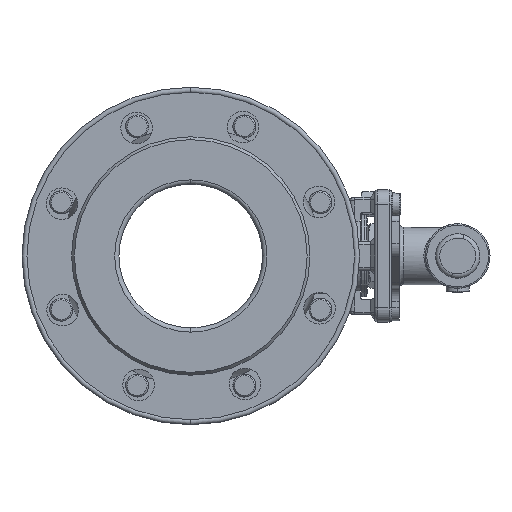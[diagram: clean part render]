
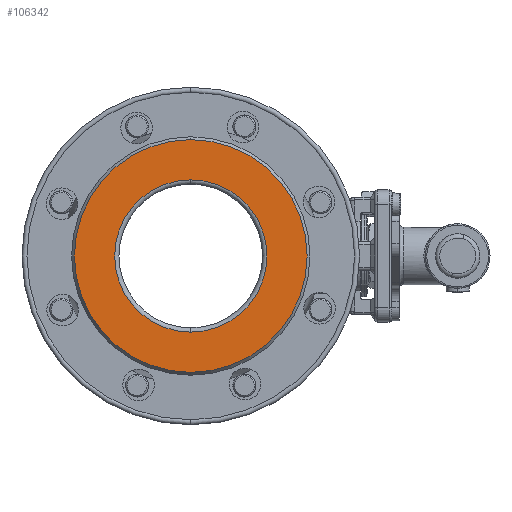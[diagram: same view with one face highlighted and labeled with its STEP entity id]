
A CAD part, left-side view. The second image highlights one B-rep face of the part: STEP entity #106342.
In plain terms, the highlighted planar face has unit normal (-1, 0, 0).
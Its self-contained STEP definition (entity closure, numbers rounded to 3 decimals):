
#165 = EDGE_CURVE ( 'NONE', #111552, #63975, #130175, .T. ) ;
#6220 = CARTESIAN_POINT ( 'NONE',  ( -205.262, 736.307, 0. ) ) ;
#10591 = VERTEX_POINT ( 'NONE', #119060 ) ;
#13603 = AXIS2_PLACEMENT_3D ( 'NONE', #64132, #43864, #126396 ) ;
#15660 = CIRCLE ( 'NONE', #121469, 81. ) ;
#16478 = AXIS2_PLACEMENT_3D ( 'NONE', #60902, #17699, #58894 ) ;
#17699 = DIRECTION ( 'NONE',  ( 1., 0., 0. ) ) ;
#18596 = CIRCLE ( 'NONE', #16478, 53. ) ;
#22893 = EDGE_CURVE ( 'NONE', #10591, #38827, #99197, .T. ) ;
#25970 = ORIENTED_EDGE ( 'NONE', *, *, #131678, .T. ) ;
#38827 = VERTEX_POINT ( 'NONE', #106759 ) ;
#40884 = AXIS2_PLACEMENT_3D ( 'NONE', #49067, #127110, #110627 ) ;
#41913 = CARTESIAN_POINT ( 'NONE',  ( -205.262, -13.397, -53. ) ) ;
#43864 = DIRECTION ( 'NONE',  ( 1., 0., 0. ) ) ;
#47717 = CARTESIAN_POINT ( 'NONE',  ( -205.262, -13.397, 0. ) ) ;
#49067 = CARTESIAN_POINT ( 'NONE',  ( -205.262, -13.397, 0. ) ) ;
#58894 = DIRECTION ( 'NONE',  ( 0., 0., -1. ) ) ;
#60902 = CARTESIAN_POINT ( 'NONE',  ( -205.262, -13.397, 0. ) ) ;
#63975 = VERTEX_POINT ( 'NONE', #99212 ) ;
#64132 = CARTESIAN_POINT ( 'NONE',  ( -205.262, -13.397, 0. ) ) ;
#67624 = DIRECTION ( 'NONE',  ( 0., 1., 0. ) ) ;
#72482 = EDGE_CURVE ( 'NONE', #38827, #10591, #15660, .T. ) ;
#85182 = AXIS2_PLACEMENT_3D ( 'NONE', #6220, #109576, #67624 ) ;
#87958 = ORIENTED_EDGE ( 'NONE', *, *, #165, .T. ) ;
#88955 = DIRECTION ( 'NONE',  ( 1., 0., 0. ) ) ;
#96943 = ORIENTED_EDGE ( 'NONE', *, *, #22893, .F. ) ;
#99197 = CIRCLE ( 'NONE', #40884, 81. ) ;
#99212 = CARTESIAN_POINT ( 'NONE',  ( -205.262, -13.397, 53. ) ) ;
#106342 = ADVANCED_FACE ( 'NONE', ( #106921, #118434 ), #126562, .F. ) ;
#106759 = CARTESIAN_POINT ( 'NONE',  ( -205.262, -13.397, 81. ) ) ;
#106921 = FACE_BOUND ( 'NONE', #122037, .T. ) ;
#109576 = DIRECTION ( 'NONE',  ( 1., 0., 0. ) ) ;
#110627 = DIRECTION ( 'NONE',  ( 0., 0., -1. ) ) ;
#111552 = VERTEX_POINT ( 'NONE', #41913 ) ;
#118434 = FACE_OUTER_BOUND ( 'NONE', #128246, .T. ) ;
#119060 = CARTESIAN_POINT ( 'NONE',  ( -205.262, -13.397, -81. ) ) ;
#119702 = ORIENTED_EDGE ( 'NONE', *, *, #72482, .F. ) ;
#121469 = AXIS2_PLACEMENT_3D ( 'NONE', #47717, #88955, #130264 ) ;
#122037 = EDGE_LOOP ( 'NONE', ( #87958, #25970 ) ) ;
#126396 = DIRECTION ( 'NONE',  ( 0., 0., -1. ) ) ;
#126562 = PLANE ( 'NONE',  #85182 ) ;
#127110 = DIRECTION ( 'NONE',  ( 1., 0., 0. ) ) ;
#128246 = EDGE_LOOP ( 'NONE', ( #96943, #119702 ) ) ;
#130175 = CIRCLE ( 'NONE', #13603, 53. ) ;
#130264 = DIRECTION ( 'NONE',  ( 0., 0., -1. ) ) ;
#131678 = EDGE_CURVE ( 'NONE', #63975, #111552, #18596, .T. ) ;
